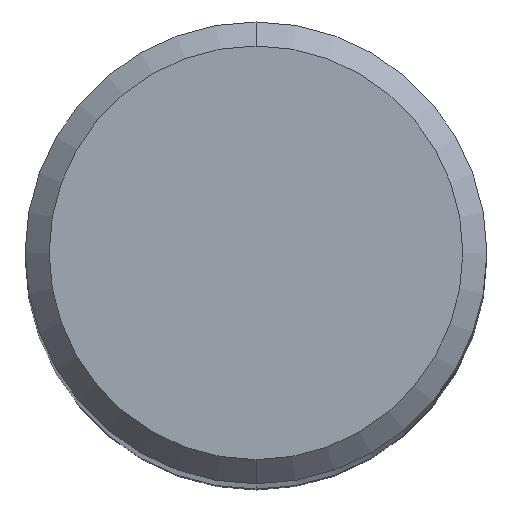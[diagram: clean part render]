
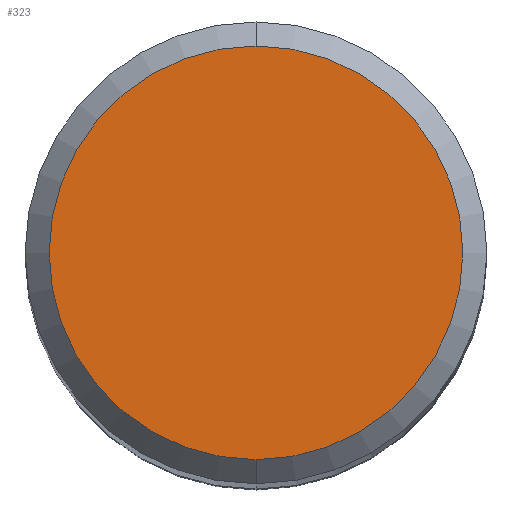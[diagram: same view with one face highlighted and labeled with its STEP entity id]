
A CAD part, top view. The second image highlights one B-rep face of the part: STEP entity #323.
In plain terms, the highlighted planar face has unit normal (0, 0, 1).
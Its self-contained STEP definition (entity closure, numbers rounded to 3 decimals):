
#163=EDGE_CURVE('',#289,#267,#399,.T.);
#165=EDGE_CURVE('',#267,#289,#401,.T.);
#267=VERTEX_POINT('',#511);
#289=VERTEX_POINT('',#538);
#323=ADVANCED_FACE('',(#576),#577,.T.);
#399=CIRCLE('',#659,4.3);
#401=CIRCLE('',#662,4.3);
#511=CARTESIAN_POINT('',(0.,-4.3,0.0));
#538=CARTESIAN_POINT('',(0.0,4.3,0.0));
#576=FACE_OUTER_BOUND('',#894,.T.);
#577=PLANE('',#895);
#659=AXIS2_PLACEMENT_3D('',#985,#986,#987);
#662=AXIS2_PLACEMENT_3D('',#988,#989,#990);
#894=EDGE_LOOP('',(#1198,#1199));
#895=AXIS2_PLACEMENT_3D('',#1200,#1201,#1202);
#985=CARTESIAN_POINT('',(0.0,0.0,0.0));
#986=DIRECTION('',(0.0,0.0,-1.0));
#987=DIRECTION('',(0.0,1.0,0.0));
#988=CARTESIAN_POINT('',(0.0,0.0,0.0));
#989=DIRECTION('',(0.0,0.0,-1.0));
#990=DIRECTION('',(0.0,1.0,0.0));
#1198=ORIENTED_EDGE('',*,*,#163,.F.);
#1199=ORIENTED_EDGE('',*,*,#165,.F.);
#1200=CARTESIAN_POINT('',(0.0,2.15,0.0));
#1201=DIRECTION('',(-0.0,0.0,1.0));
#1202=DIRECTION('',(0.0,-1.0,0.0));
